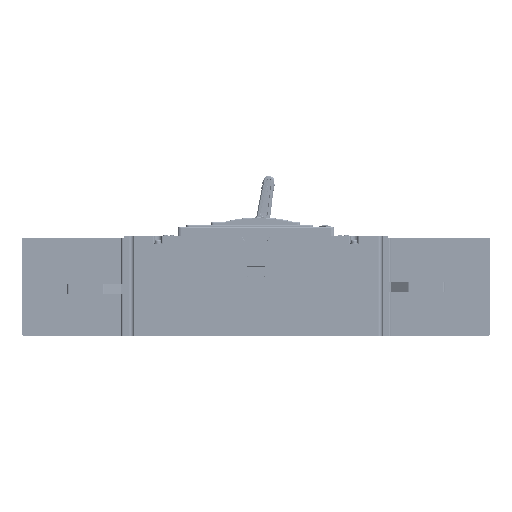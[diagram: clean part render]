
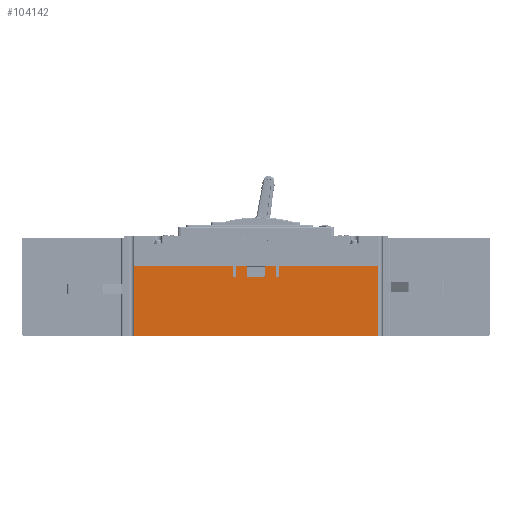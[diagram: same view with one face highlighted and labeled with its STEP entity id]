
A CAD part, left-side view. The second image highlights one B-rep face of the part: STEP entity #104142.
In plain terms, the highlighted planar face has unit normal (-1, 0, 0).
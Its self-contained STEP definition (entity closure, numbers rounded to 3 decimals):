
#76471=DIRECTION('',(0.,1.,0.));
#76472=VECTOR('',#76471,100.5);
#76473=CARTESIAN_POINT('',(143.81,2.154,-3.));
#76474=LINE('',#76473,#76472);
#76487=DIRECTION('',(0.,1.,0.));
#76488=VECTOR('',#76487,11.5);
#76489=CARTESIAN_POINT('',(143.81,105.654,-3.));
#76490=LINE('',#76489,#76488);
#76669=DIRECTION('',(0.,0.,1.));
#76670=VECTOR('',#76669,70.5);
#76671=CARTESIAN_POINT('',(143.81,2.154,-73.5));
#76672=LINE('',#76671,#76670);
#76723=DIRECTION('',(0.,0.,-1.));
#76724=VECTOR('',#76723,70.5);
#76725=CARTESIAN_POINT('',(143.81,250.154,-3.));
#76726=LINE('',#76725,#76724);
#76748=DIRECTION('',(0.,1.,0.));
#76749=VECTOR('',#76748,11.5);
#76750=CARTESIAN_POINT('',(143.81,135.154,-3.));
#76751=LINE('',#76750,#76749);
#76752=DIRECTION('',(0.,1.,0.));
#76753=VECTOR('',#76752,100.5);
#76754=CARTESIAN_POINT('',(143.81,149.654,-3.));
#76755=LINE('',#76754,#76753);
#81512=DIRECTION('',(0.,0.,1.));
#81513=VECTOR('',#81512,9.8);
#81514=CARTESIAN_POINT('',(143.81,135.154,-12.8));
#81515=LINE('',#81514,#81513);
#81524=CARTESIAN_POINT('',(143.81,117.654,-12.8));
#81525=DIRECTION('',(-1.,0.,0.));
#81526=DIRECTION('',(0.,0.,-1.));
#81527=AXIS2_PLACEMENT_3D('',#81524,#81525,#81526);
#81529=CARTESIAN_POINT('',(143.81,105.154,-12.8));
#81530=DIRECTION('',(-1.,0.,0.));
#81531=DIRECTION('',(0.,1.,0.));
#81532=AXIS2_PLACEMENT_3D('',#81529,#81530,#81531);
#81534=CARTESIAN_POINT('',(143.81,103.154,-12.8));
#81535=DIRECTION('',(-1.,0.,0.));
#81536=DIRECTION('',(0.,0.,-1.));
#81537=AXIS2_PLACEMENT_3D('',#81534,#81535,#81536);
#81539=CARTESIAN_POINT('',(143.81,149.154,-12.8));
#81540=DIRECTION('',(-1.,0.,0.));
#81541=DIRECTION('',(0.,1.,0.));
#81542=AXIS2_PLACEMENT_3D('',#81539,#81540,#81541);
#81544=CARTESIAN_POINT('',(143.81,147.154,-12.8));
#81545=DIRECTION('',(-1.,0.,0.));
#81546=DIRECTION('',(0.,0.,-1.));
#81547=AXIS2_PLACEMENT_3D('',#81544,#81545,#81546);
#81549=CARTESIAN_POINT('',(143.81,134.654,-12.8));
#81550=DIRECTION('',(-1.,0.,0.));
#81551=DIRECTION('',(0.,1.,0.));
#81552=AXIS2_PLACEMENT_3D('',#81549,#81550,#81551);
#81562=DIRECTION('',(0.,1.,0.));
#81563=VECTOR('',#81562,17.);
#81564=CARTESIAN_POINT('',(143.81,117.654,-13.3));
#81565=LINE('',#81564,#81563);
#81609=DIRECTION('',(0.,0.,-1.));
#81610=VECTOR('',#81609,9.8);
#81611=CARTESIAN_POINT('',(143.81,117.154,-3.));
#81612=LINE('',#81611,#81610);
#81628=DIRECTION('',(0.,0.,1.));
#81629=VECTOR('',#81628,9.8);
#81630=CARTESIAN_POINT('',(143.81,105.654,-12.8));
#81631=LINE('',#81630,#81629);
#81654=DIRECTION('',(0.,0.,-1.));
#81655=VECTOR('',#81654,9.8);
#81656=CARTESIAN_POINT('',(143.81,102.654,-3.));
#81657=LINE('',#81656,#81655);
#81666=DIRECTION('',(0.,1.,0.));
#81667=VECTOR('',#81666,2.);
#81668=CARTESIAN_POINT('',(143.81,103.154,-13.3));
#81669=LINE('',#81668,#81667);
#81682=DIRECTION('',(0.,-1.,0.));
#81683=VECTOR('',#81682,248.);
#81684=CARTESIAN_POINT('',(143.81,250.154,-73.5));
#81685=LINE('',#81684,#81683);
#81704=DIRECTION('',(0.,0.,1.));
#81705=VECTOR('',#81704,9.8);
#81706=CARTESIAN_POINT('',(143.81,149.654,-12.8));
#81707=LINE('',#81706,#81705);
#81738=DIRECTION('',(0.,0.,-1.));
#81739=VECTOR('',#81738,9.8);
#81740=CARTESIAN_POINT('',(143.81,146.654,-3.));
#81741=LINE('',#81740,#81739);
#81754=DIRECTION('',(0.,1.,0.));
#81755=VECTOR('',#81754,2.);
#81756=CARTESIAN_POINT('',(143.81,147.154,-13.3));
#81757=LINE('',#81756,#81755);
#91672=CARTESIAN_POINT('',(143.81,2.154,-3.));
#91674=VERTEX_POINT('',#91672);
#91675=CARTESIAN_POINT('',(143.81,102.654,-3.));
#91676=VERTEX_POINT('',#91675);
#91681=CARTESIAN_POINT('',(143.81,105.654,-3.));
#91682=VERTEX_POINT('',#91681);
#91683=CARTESIAN_POINT('',(143.81,117.154,-3.));
#91684=VERTEX_POINT('',#91683);
#91780=CARTESIAN_POINT('',(143.81,2.154,-73.5));
#91781=VERTEX_POINT('',#91780);
#91816=CARTESIAN_POINT('',(143.81,250.154,-3.));
#91818=VERTEX_POINT('',#91816);
#91820=CARTESIAN_POINT('',(143.81,250.154,-73.5));
#91821=VERTEX_POINT('',#91820);
#91872=CARTESIAN_POINT('',(143.81,135.154,-3.));
#91873=VERTEX_POINT('',#91872);
#91874=CARTESIAN_POINT('',(143.81,146.654,-3.));
#91875=VERTEX_POINT('',#91874);
#91880=CARTESIAN_POINT('',(143.81,149.654,-3.));
#91881=VERTEX_POINT('',#91880);
#93267=CARTESIAN_POINT('',(143.81,135.154,-12.8));
#93268=VERTEX_POINT('',#93267);
#93269=CARTESIAN_POINT('',(143.81,117.654,-13.3));
#93270=CARTESIAN_POINT('',(143.81,134.654,-13.3));
#93271=VERTEX_POINT('',#93269);
#93272=VERTEX_POINT('',#93270);
#93273=CARTESIAN_POINT('',(143.81,117.154,-12.8));
#93274=VERTEX_POINT('',#93273);
#93275=CARTESIAN_POINT('',(143.81,105.654,-12.8));
#93276=VERTEX_POINT('',#93275);
#93277=CARTESIAN_POINT('',(143.81,105.154,-13.3));
#93278=VERTEX_POINT('',#93277);
#93279=CARTESIAN_POINT('',(143.81,103.154,-13.3));
#93280=VERTEX_POINT('',#93279);
#93281=CARTESIAN_POINT('',(143.81,102.654,-12.8));
#93282=VERTEX_POINT('',#93281);
#93283=CARTESIAN_POINT('',(143.81,149.654,-12.8));
#93284=VERTEX_POINT('',#93283);
#93285=CARTESIAN_POINT('',(143.81,149.154,-13.3));
#93286=VERTEX_POINT('',#93285);
#93287=CARTESIAN_POINT('',(143.81,147.154,-13.3));
#93288=VERTEX_POINT('',#93287);
#93289=CARTESIAN_POINT('',(143.81,146.654,-12.8));
#93290=VERTEX_POINT('',#93289);
#104098=CARTESIAN_POINT('',(143.81,101.154,-3.));
#104099=DIRECTION('',(1.,0.,0.));
#104100=DIRECTION('',(0.,1.,0.));
#104101=AXIS2_PLACEMENT_3D('',#104098,#104099,#104100);
#104102=PLANE('',#104101);
#104104=ORIENTED_EDGE('',*,*,#104103,.F.);
#104106=ORIENTED_EDGE('',*,*,#104105,.T.);
#104108=ORIENTED_EDGE('',*,*,#104107,.F.);
#104109=ORIENTED_EDGE('',*,*,#97523,.F.);
#104111=ORIENTED_EDGE('',*,*,#104110,.F.);
#104113=ORIENTED_EDGE('',*,*,#104112,.T.);
#104115=ORIENTED_EDGE('',*,*,#104114,.F.);
#104117=ORIENTED_EDGE('',*,*,#104116,.T.);
#104119=ORIENTED_EDGE('',*,*,#104118,.F.);
#104120=ORIENTED_EDGE('',*,*,#97515,.F.);
#104121=ORIENTED_EDGE('',*,*,#97638,.F.);
#104123=ORIENTED_EDGE('',*,*,#104122,.F.);
#104124=ORIENTED_EDGE('',*,*,#97713,.F.);
#104125=ORIENTED_EDGE('',*,*,#97790,.F.);
#104127=ORIENTED_EDGE('',*,*,#104126,.F.);
#104129=ORIENTED_EDGE('',*,*,#104128,.T.);
#104131=ORIENTED_EDGE('',*,*,#104130,.F.);
#104133=ORIENTED_EDGE('',*,*,#104132,.T.);
#104135=ORIENTED_EDGE('',*,*,#104134,.F.);
#104136=ORIENTED_EDGE('',*,*,#97782,.F.);
#104137=ORIENTED_EDGE('',*,*,#104089,.F.);
#104139=ORIENTED_EDGE('',*,*,#104138,.T.);
#104140=EDGE_LOOP('',(#104104,#104106,#104108,#104109,#104111,#104113,#104115,
#104117,#104119,#104120,#104121,#104123,#104124,#104125,#104127,#104129,#104131,
#104133,#104135,#104136,#104137,#104139));
#104141=FACE_OUTER_BOUND('',#104140,.F.);
#104142=ADVANCED_FACE('',(#104141),#104102,.F.);
#81528=CIRCLE('',#81527,0.5);
#81533=CIRCLE('',#81532,0.5);
#81538=CIRCLE('',#81537,0.5);
#81543=CIRCLE('',#81542,0.5);
#81548=CIRCLE('',#81547,0.5);
#81553=CIRCLE('',#81552,0.5);
#97515=EDGE_CURVE('',#91674,#91676,#76474,.T.);
#97523=EDGE_CURVE('',#91682,#91684,#76490,.T.);
#97638=EDGE_CURVE('',#91781,#91674,#76672,.T.);
#97713=EDGE_CURVE('',#91818,#91821,#76726,.T.);
#97782=EDGE_CURVE('',#91873,#91875,#76751,.T.);
#97790=EDGE_CURVE('',#91881,#91818,#76755,.T.);
#104089=EDGE_CURVE('',#93268,#91873,#81515,.T.);
#104103=EDGE_CURVE('',#93271,#93272,#81565,.T.);
#104105=EDGE_CURVE('',#93271,#93274,#81528,.T.);
#104107=EDGE_CURVE('',#91684,#93274,#81612,.T.);
#104110=EDGE_CURVE('',#93276,#91682,#81631,.T.);
#104112=EDGE_CURVE('',#93276,#93278,#81533,.T.);
#104114=EDGE_CURVE('',#93280,#93278,#81669,.T.);
#104116=EDGE_CURVE('',#93280,#93282,#81538,.T.);
#104118=EDGE_CURVE('',#91676,#93282,#81657,.T.);
#104122=EDGE_CURVE('',#91821,#91781,#81685,.T.);
#104126=EDGE_CURVE('',#93284,#91881,#81707,.T.);
#104128=EDGE_CURVE('',#93284,#93286,#81543,.T.);
#104130=EDGE_CURVE('',#93288,#93286,#81757,.T.);
#104132=EDGE_CURVE('',#93288,#93290,#81548,.T.);
#104134=EDGE_CURVE('',#91875,#93290,#81741,.T.);
#104138=EDGE_CURVE('',#93268,#93272,#81553,.T.);
